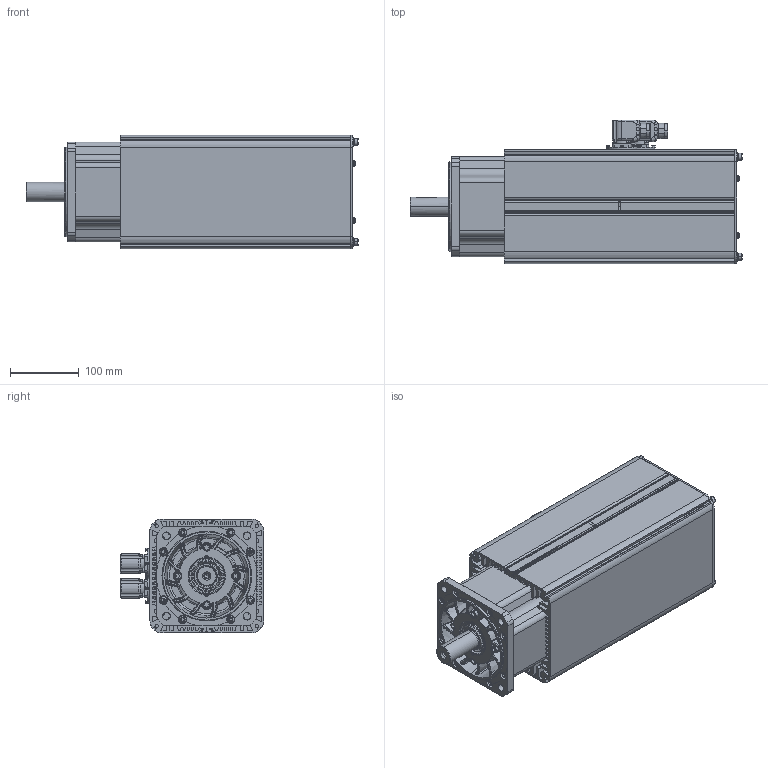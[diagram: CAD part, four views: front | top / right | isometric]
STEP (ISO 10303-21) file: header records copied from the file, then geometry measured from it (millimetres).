
FILE_DESCRIPTION((''),'2;1');
FILE_NAME('76700N-0_SW0001','2023-07-17T10:52:31',('liumei'),(''),'CREO PARAMETRIC BY PTC INC, 2018100','CREO PARAMETRIC BY PTC INC, 2018100','');
FILE_SCHEMA(('CONFIG_CONTROL_DESIGN'));
Products named in the file (1): 76700N-0_SW0001
Bounding box: 481.4 x 208.11 x 165.23 mm (x, y, z)
Surface area: 1256185.6 mm2 (no closed solid volume)
Topology: 0 solids, 122 shells, 1881 faces, 5554 edges, 3734 vertices
Faces by surface type: plane 807, cylinder 504, bspline 200, cone 170, torus 152, sphere 48
Entity records: 72839 total; most frequent: CARTESIAN_POINT 24049, DIRECTION 10340, ORIENTED_EDGE 9350, EDGE_CURVE 5550, AXIS2_PLACEMENT_3D 3901, VERTEX_POINT 3734, VECTOR 2538, LINE 2538
